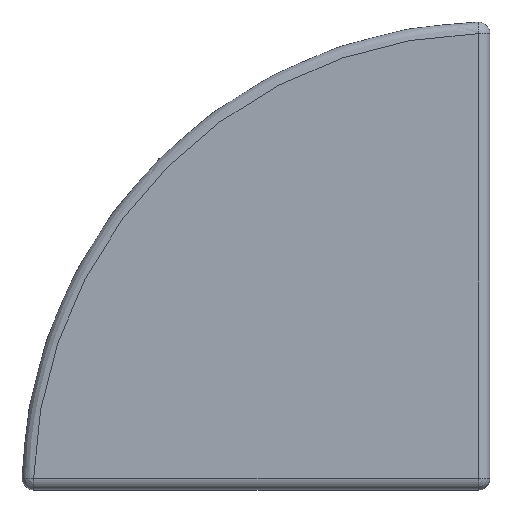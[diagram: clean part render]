
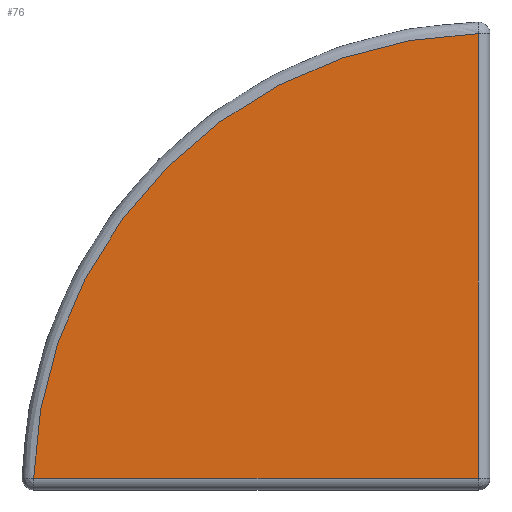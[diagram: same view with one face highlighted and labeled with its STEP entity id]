
A CAD part, top view. The second image highlights one B-rep face of the part: STEP entity #76.
In plain terms, the highlighted planar face has unit normal (0, 0, 1).
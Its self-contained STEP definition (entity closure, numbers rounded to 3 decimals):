
#44=CARTESIAN_POINT('',(-24.18,-24.18,3.0));
#45=DIRECTION('',(0.0,0.0,1.0));
#46=DIRECTION('',(1.0,0.0,0.0));
#47=AXIS2_PLACEMENT_3D('',#44,#45,#46);
#48=PLANE('',#47);
#49=CARTESIAN_POINT('',(19.15,-19.15,3.0));
#50=VERTEX_POINT('',#49);
#51=CARTESIAN_POINT('',(19.15,19.137,3.0));
#52=VERTEX_POINT('',#51);
#53=CARTESIAN_POINT('',(19.15,-19.15,3.0));
#54=DIRECTION('',(0.0,1.0,0.0));
#55=VECTOR('',#54,38.287);
#56=LINE('',#53,#55);
#57=EDGE_CURVE('',#50,#52,#56,.T.);
#58=ORIENTED_EDGE('',*,*,#57,.T.);
#59=CARTESIAN_POINT('',(-19.137,-19.15,3.0));
#60=VERTEX_POINT('',#59);
#61=CARTESIAN_POINT('',(20.15,-20.15,3.0));
#62=DIRECTION('',(0.0,0.0,1.0));
#63=DIRECTION('',(0.0,1.0,0.0));
#64=AXIS2_PLACEMENT_3D('',#61,#62,#63);
#65=CIRCLE('',#64,39.3);
#66=EDGE_CURVE('',#52,#60,#65,.T.);
#67=ORIENTED_EDGE('',*,*,#66,.T.);
#68=CARTESIAN_POINT('',(-19.137,-19.15,3.0));
#69=DIRECTION('',(1.0,0.0,0.0));
#70=VECTOR('',#69,38.287);
#71=LINE('',#68,#70);
#72=EDGE_CURVE('',#60,#50,#71,.T.);
#73=ORIENTED_EDGE('',*,*,#72,.T.);
#74=EDGE_LOOP('',(#58,#67,#73));
#75=FACE_OUTER_BOUND('',#74,.T.);
#76=ADVANCED_FACE('',(#75),#48,.T.);
